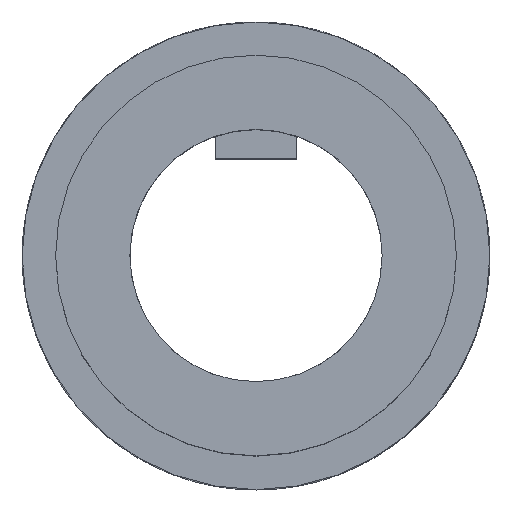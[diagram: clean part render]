
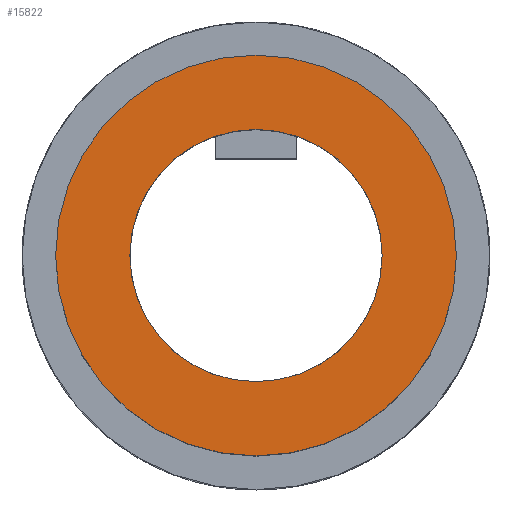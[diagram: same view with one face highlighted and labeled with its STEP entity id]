
A CAD part, top view. The second image highlights one B-rep face of the part: STEP entity #15822.
In plain terms, the highlighted planar face has unit normal (0, 0, 1).
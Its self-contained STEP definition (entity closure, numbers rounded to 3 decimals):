
#15611 = CYLINDRICAL_SURFACE('',#15612,7.55);
#15612 = AXIS2_PLACEMENT_3D('',#15613,#15614,#15615);
#15613 = CARTESIAN_POINT('',(0.,0.,11.));
#15614 = DIRECTION('',(-0.,-0.,-1.));
#15615 = DIRECTION('',(1.,0.,0.));
#15736 = VERTEX_POINT('',#15737);
#15737 = CARTESIAN_POINT('',(7.55,0.,21.));
#15758 = EDGE_CURVE('',#15736,#15736,#15759,.T.);
#15759 = SURFACE_CURVE('',#15760,(#15765,#15772),.PCURVE_S1.);
#15760 = CIRCLE('',#15761,7.55);
#15761 = AXIS2_PLACEMENT_3D('',#15762,#15763,#15764);
#15762 = CARTESIAN_POINT('',(0.,0.,21.));
#15763 = DIRECTION('',(0.,0.,1.));
#15764 = DIRECTION('',(1.,0.,0.));
#15765 = PCURVE('',#15611,#15766);
#15766 = DEFINITIONAL_REPRESENTATION('',(#15767),#15771);
#15767 = LINE('',#15768,#15769);
#15768 = CARTESIAN_POINT('',(-0.,-10.));
#15769 = VECTOR('',#15770,1.);
#15770 = DIRECTION('',(-1.,0.));
#15771 = ( GEOMETRIC_REPRESENTATION_CONTEXT(2) 
PARAMETRIC_REPRESENTATION_CONTEXT() REPRESENTATION_CONTEXT('2D SPACE',''
  ) );
#15772 = PCURVE('',#15773,#15778);
#15773 = PLANE('',#15774);
#15774 = AXIS2_PLACEMENT_3D('',#15775,#15776,#15777);
#15775 = CARTESIAN_POINT('',(0.,0.,21.
    ));
#15776 = DIRECTION('',(0.,0.,1.));
#15777 = DIRECTION('',(1.,0.,0.));
#15778 = DEFINITIONAL_REPRESENTATION('',(#15779),#15783);
#15779 = CIRCLE('',#15780,7.55);
#15780 = AXIS2_PLACEMENT_2D('',#15781,#15782);
#15781 = CARTESIAN_POINT('',(0.,0.));
#15782 = DIRECTION('',(1.,0.));
#15783 = ( GEOMETRIC_REPRESENTATION_CONTEXT(2) 
PARAMETRIC_REPRESENTATION_CONTEXT() REPRESENTATION_CONTEXT('2D SPACE',''
  ) );
#15811 = CYLINDRICAL_SURFACE('',#15812,12.);
#15812 = AXIS2_PLACEMENT_3D('',#15813,#15814,#15815);
#15813 = CARTESIAN_POINT('',(0.,0.,11.));
#15814 = DIRECTION('',(-0.,-0.,-1.));
#15815 = DIRECTION('',(1.,0.,0.));
#15822 = ADVANCED_FACE('',(#15823,#15849),#15773,.T.);
#15823 = FACE_BOUND('',#15824,.T.);
#15824 = EDGE_LOOP('',(#15825));
#15825 = ORIENTED_EDGE('',*,*,#15826,.T.);
#15826 = EDGE_CURVE('',#15827,#15827,#15829,.T.);
#15827 = VERTEX_POINT('',#15828);
#15828 = CARTESIAN_POINT('',(12.,0.,21.));
#15829 = SURFACE_CURVE('',#15830,(#15835,#15842),.PCURVE_S1.);
#15830 = CIRCLE('',#15831,12.);
#15831 = AXIS2_PLACEMENT_3D('',#15832,#15833,#15834);
#15832 = CARTESIAN_POINT('',(0.,0.,21.));
#15833 = DIRECTION('',(0.,0.,1.));
#15834 = DIRECTION('',(1.,0.,0.));
#15835 = PCURVE('',#15773,#15836);
#15836 = DEFINITIONAL_REPRESENTATION('',(#15837),#15841);
#15837 = CIRCLE('',#15838,12.);
#15838 = AXIS2_PLACEMENT_2D('',#15839,#15840);
#15839 = CARTESIAN_POINT('',(0.,0.));
#15840 = DIRECTION('',(1.,0.));
#15841 = ( GEOMETRIC_REPRESENTATION_CONTEXT(2) 
PARAMETRIC_REPRESENTATION_CONTEXT() REPRESENTATION_CONTEXT('2D SPACE',''
  ) );
#15842 = PCURVE('',#15811,#15843);
#15843 = DEFINITIONAL_REPRESENTATION('',(#15844),#15848);
#15844 = LINE('',#15845,#15846);
#15845 = CARTESIAN_POINT('',(-0.,-10.));
#15846 = VECTOR('',#15847,1.);
#15847 = DIRECTION('',(-1.,0.));
#15848 = ( GEOMETRIC_REPRESENTATION_CONTEXT(2) 
PARAMETRIC_REPRESENTATION_CONTEXT() REPRESENTATION_CONTEXT('2D SPACE',''
  ) );
#15849 = FACE_BOUND('',#15850,.F.);
#15850 = EDGE_LOOP('',(#15851));
#15851 = ORIENTED_EDGE('',*,*,#15758,.T.);
